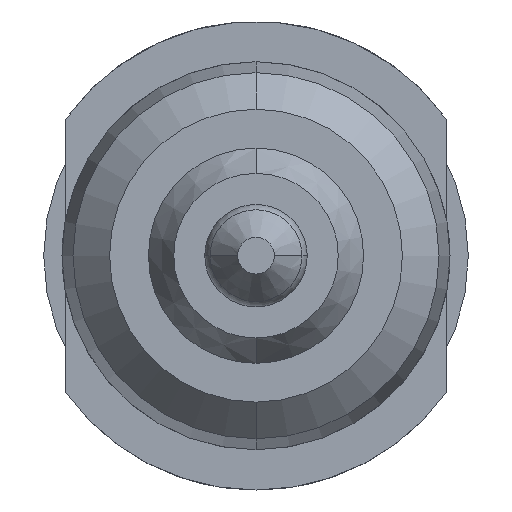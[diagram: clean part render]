
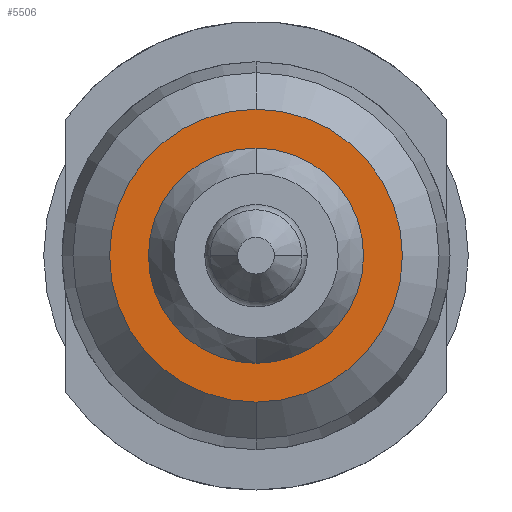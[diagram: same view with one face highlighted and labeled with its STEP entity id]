
A CAD part, front view. The second image highlights one B-rep face of the part: STEP entity #5506.
In plain terms, the highlighted planar face has unit normal (0, -1, 0).
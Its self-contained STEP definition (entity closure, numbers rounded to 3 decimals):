
#35 = AXIS2_PLACEMENT_3D ( 'NONE', #4396, #4868, #2229 ) ;
#151 = DIRECTION ( 'NONE',  ( 0., -1., 0. ) ) ;
#518 = ORIENTED_EDGE ( 'NONE', *, *, #2694, .T. ) ;
#723 = EDGE_CURVE ( 'NONE', #5507, #2491, #2130, .T. ) ;
#881 = CIRCLE ( 'NONE', #3123, 1. ) ;
#885 = ORIENTED_EDGE ( 'NONE', *, *, #5479, .T. ) ;
#964 = ORIENTED_EDGE ( 'NONE', *, *, #4432, .T. ) ;
#1418 = EDGE_LOOP ( 'NONE', ( #518, #885 ) ) ;
#1643 = DIRECTION ( 'NONE',  ( 0., 0., -1. ) ) ;
#1800 = ORIENTED_EDGE ( 'NONE', *, *, #723, .T. ) ;
#2130 = CIRCLE ( 'NONE', #35, 0.735 ) ;
#2132 = PLANE ( 'NONE',  #3232 ) ;
#2172 = CARTESIAN_POINT ( 'NONE',  ( 0., 0., 0. ) ) ;
#2229 = DIRECTION ( 'NONE',  ( 0., 0., -1. ) ) ;
#2491 = VERTEX_POINT ( 'NONE', #5430 ) ;
#2524 = FACE_OUTER_BOUND ( 'NONE', #1418, .T. ) ;
#2578 = DIRECTION ( 'NONE',  ( 0., 0., -1. ) ) ;
#2694 = EDGE_CURVE ( 'NONE', #3981, #3261, #881, .T. ) ;
#3028 = DIRECTION ( 'NONE',  ( 0., 0., -1. ) ) ;
#3040 = CARTESIAN_POINT ( 'NONE',  ( 0., 0., 1. ) ) ;
#3123 = AXIS2_PLACEMENT_3D ( 'NONE', #4536, #151, #3216 ) ;
#3196 = AXIS2_PLACEMENT_3D ( 'NONE', #2172, #3966, #2578 ) ;
#3216 = DIRECTION ( 'NONE',  ( 0., 0., -1. ) ) ;
#3232 = AXIS2_PLACEMENT_3D ( 'NONE', #3411, #5613, #3028 ) ;
#3261 = VERTEX_POINT ( 'NONE', #4609 ) ;
#3411 = CARTESIAN_POINT ( 'NONE',  ( 0., 0., 0. ) ) ;
#3467 = DIRECTION ( 'NONE',  ( 0., -1., 0. ) ) ;
#3888 = CIRCLE ( 'NONE', #5108, 1. ) ;
#3966 = DIRECTION ( 'NONE',  ( 0., 1., 0. ) ) ;
#3981 = VERTEX_POINT ( 'NONE', #3040 ) ;
#4266 = CARTESIAN_POINT ( 'NONE',  ( 0., 0., 0.735 ) ) ;
#4396 = CARTESIAN_POINT ( 'NONE',  ( 0., 0., 0. ) ) ;
#4432 = EDGE_CURVE ( 'NONE', #2491, #5507, #5693, .T. ) ;
#4536 = CARTESIAN_POINT ( 'NONE',  ( 0., 0., 0. ) ) ;
#4609 = CARTESIAN_POINT ( 'NONE',  ( 0., 0., -1. ) ) ;
#4868 = DIRECTION ( 'NONE',  ( 0., 1., 0. ) ) ;
#4930 = FACE_BOUND ( 'NONE', #5029, .T. ) ;
#5029 = EDGE_LOOP ( 'NONE', ( #1800, #964 ) ) ;
#5108 = AXIS2_PLACEMENT_3D ( 'NONE', #5192, #3467, #1643 ) ;
#5192 = CARTESIAN_POINT ( 'NONE',  ( 0., 0., 0. ) ) ;
#5430 = CARTESIAN_POINT ( 'NONE',  ( 0., 0., -0.735 ) ) ;
#5479 = EDGE_CURVE ( 'NONE', #3261, #3981, #3888, .T. ) ;
#5506 = ADVANCED_FACE ( 'NONE', ( #4930, #2524 ), #2132, .T. ) ;
#5507 = VERTEX_POINT ( 'NONE', #4266 ) ;
#5613 = DIRECTION ( 'NONE',  ( 0., -1., 0. ) ) ;
#5693 = CIRCLE ( 'NONE', #3196, 0.735 ) ;
